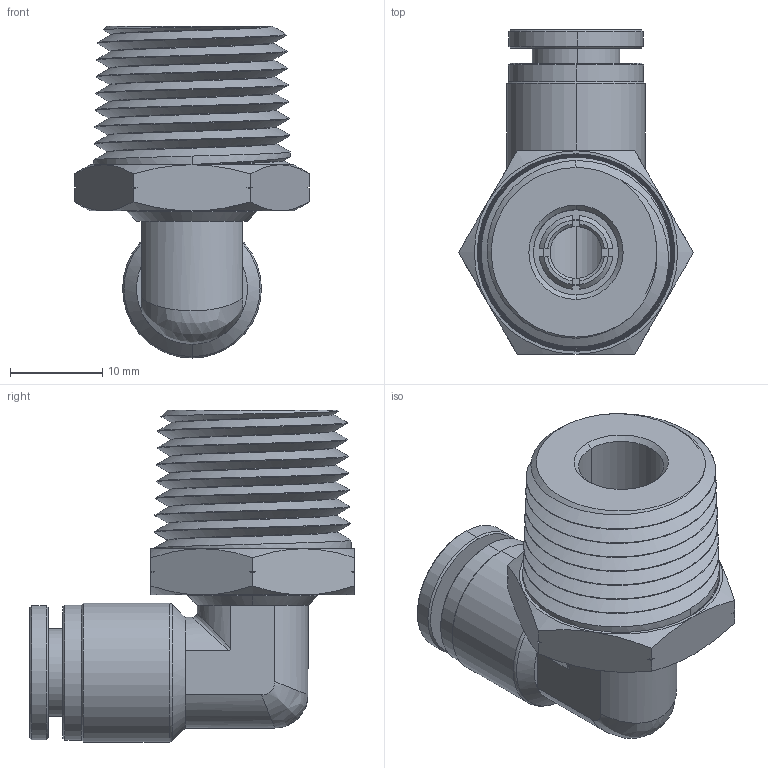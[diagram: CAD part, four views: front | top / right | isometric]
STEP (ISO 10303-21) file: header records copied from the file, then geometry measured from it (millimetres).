
FILE_DESCRIPTION (( 'STEP AP214' ), '1' );
FILE_NAME ('MES5-16N1-2W.STEP', '2018-07-20T16:49:17', ( '' ), ( '' ), 'SwSTEP 2.0', 'SolidWorks 2016', '' );
FILE_SCHEMA (( 'AUTOMOTIVE_DESIGN' ));
Length unit declared in the file: millimetre
Products named in the file (1): MES5-16N1-2W
Bounding box: 25.4 x 35.1 x 35.9 mm (x, y, z)
Volume: 8265.7 mm3; surface area: 8168.4 mm2
Topology: 7 solids, 7 shells, 543 faces, 1465 edges, 945 vertices
Faces by surface type: plane 202, cone 196, cylinder 89, bspline 52, torus 4
Entity records: 28166 total; most frequent: CARTESIAN_POINT 9379, ORIENTED_EDGE 2926, DIRECTION 2352, EDGE_CURVE 1463, AXIS2_PLACEMENT_3D 948, VERTEX_POINT 945, EDGE_LOOP 568, UNCERTAINTY_MEASURE_WITH_UNIT 552
